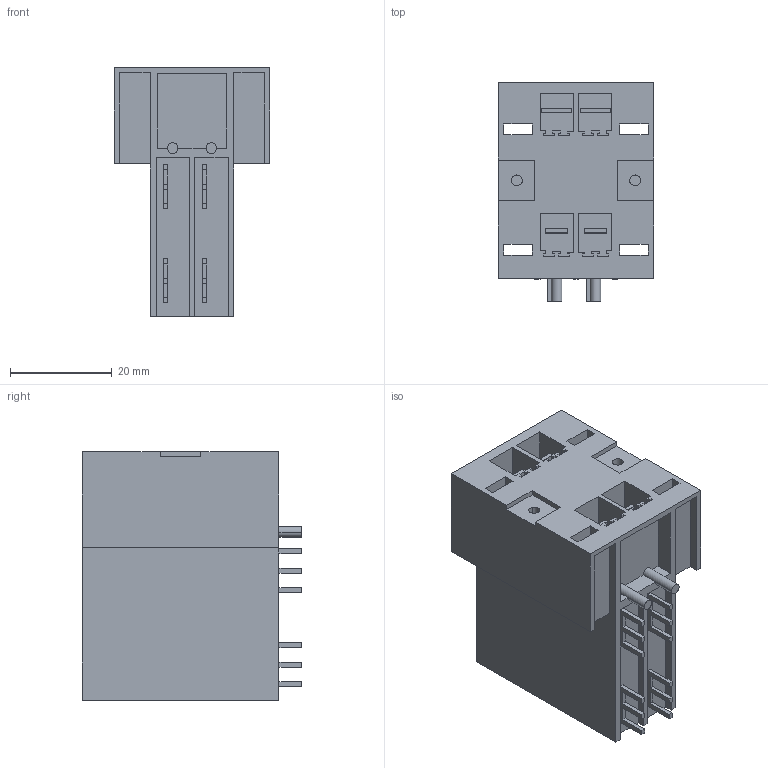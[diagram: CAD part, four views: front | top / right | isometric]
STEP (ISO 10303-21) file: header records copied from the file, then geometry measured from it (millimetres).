
FILE_DESCRIPTION(('CATIA V5 STEP Exchange','CAx-IF Rec.Pracs.--- Model Styling and Organization---1.2---2011-12-15'),'2;1');
FILE_NAME ('D1462037_0_2431480000_2431480000.stp','2017-11-04T09:15:20+00:00',('none'),('Weidmueller'),'CATIA Version 5-6 Release 2014','CATIA V5 STEP AP214','none');
FILE_SCHEMA(('AUTOMOTIVE_DESIGN { 1 0 10303 214 1 1 1 1 }'));
Length unit declared in the file: millimetre
Products named in the file (1): 2431480000
Bounding box: 30.64 x 43.2 x 48.9 mm (x, y, z)
Volume: 29085.4 mm3; surface area: 20779.3 mm2
Topology: 5 solids, 5 shells, 407 faces, 1163 edges, 775 vertices
Faces by surface type: plane 391, cylinder 16
Entity records: 11985 total; most frequent: ORIENTED_EDGE 2326, CARTESIAN_POINT 2117, DIRECTION 1609, EDGE_CURVE 1129, VECTOR 1097, LINE 1097, VERTEX_POINT 747, EDGE_LOOP 432
